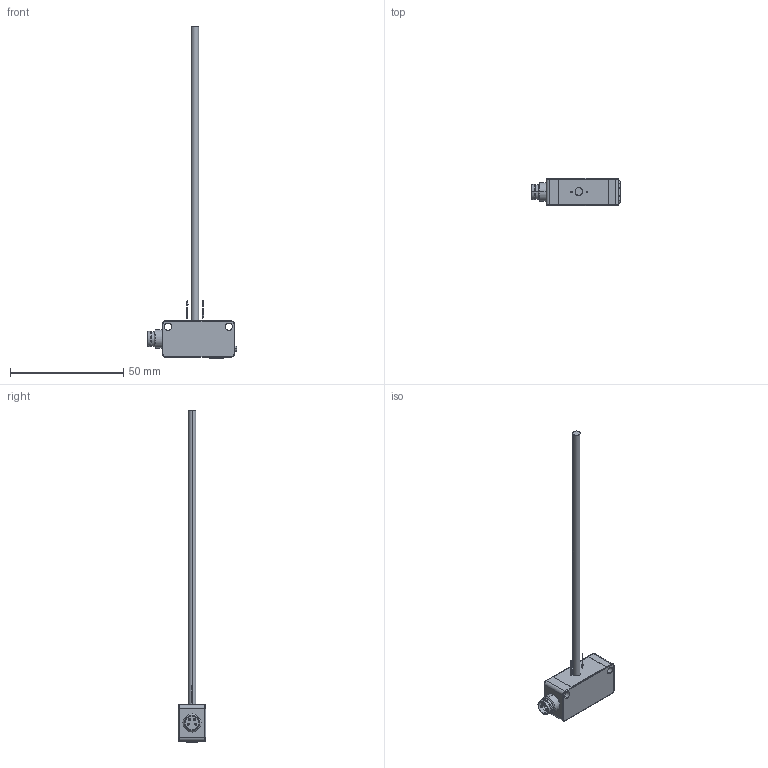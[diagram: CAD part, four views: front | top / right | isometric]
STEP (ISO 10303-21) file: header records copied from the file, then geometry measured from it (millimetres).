
FILE_DESCRIPTION (( 'STEP AP214' ), '1' );
FILE_NAME ('P1KL009.STEP', '2025-09-16T00:04:05', ( '' ), ( '' ), 'SwSTEP 2.0', 'SolidWorks 2024', '' );
FILE_SCHEMA (( 'AUTOMOTIVE_DESIGN' ));
Length unit declared in the file: inch
Products named in the file (1): P1KL009
Bounding box: 39.3 x 12 x 146.4 mm (x, y, z)
Volume: 7231.3 mm3; surface area: 4115.8 mm2
Topology: 3 solids, 4 shells, 175 faces, 407 edges, 252 vertices
Faces by surface type: plane 70, cylinder 69, cone 18, torus 18
Entity records: 5018 total; most frequent: DIRECTION 937, CARTESIAN_POINT 831, ORIENTED_EDGE 806, EDGE_CURVE 403, AXIS2_PLACEMENT_3D 358, VERTEX_POINT 252, LINE 221, VECTOR 221
